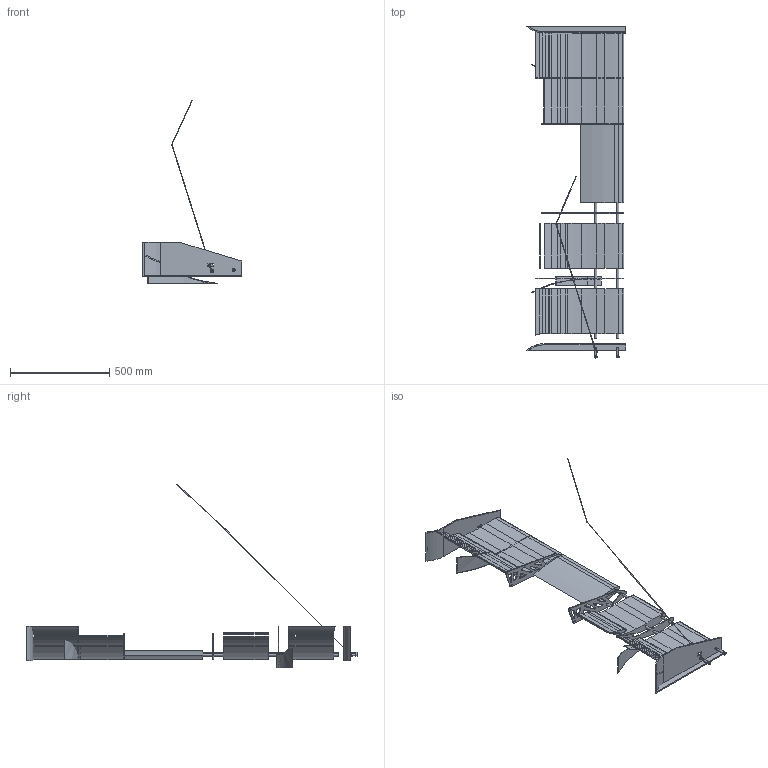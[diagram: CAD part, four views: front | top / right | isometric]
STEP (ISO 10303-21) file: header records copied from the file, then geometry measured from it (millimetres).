
FILE_DESCRIPTION(/* description */ (''),/* implementation_level */ '2;1');
FILE_NAME(/* name */ 'Frwing cost.stp',/* time_stamp */ '2018-06-16T03:34:27+09:00',/* author */ ('KITformula'),/* organization */ (''),/* preprocessor_version */ 'ST-DEVELOPER v16.13',/* originating_system */ 'Autodesk Inventor 2018',/* authorisation */ '');
FILE_SCHEMA (('AUTOMOTIVE_DESIGN { 1 0 10303 214 3 1 1 }'));
Length unit declared in the file: millimetre
Products named in the file (20): Frwing cost; center flap; bracket; main flap; newbracket2; sub flap; newsubflap_top; newsubflap_top1; Part1; endplate1; splitter; Part1_1; Part2; splitter1; Part11; Part21; core; gurnee; Bolt M10; wire
Assembly tree (30 placements, depth 3):
  Frwing cost
    center flap
    bracket  x2
    main flap  x4
    newbracket2  x2
    sub flap  x4
    newsubflap_top
    newsubflap_top1
    Part1
    endplate1
    splitter
      Part1_1
      Part2
    splitter1
      Part11
      Part21
    core  x2
    gurnee  x2
    Bolt M10  x2
    wire
Bounding box: 500 x 1669.38 x 921.44 mm (x, y, z)
Volume: 14525249.7 mm3; surface area: 2185628.2 mm2
Topology: 28 solids, 28 shells, 514 faces, 1350 edges, 898 vertices
Faces by surface type: cylinder 320, plane 188, torus 6
Full cylindrical faces by diameter (mm): 2.5 x5, 5 x4, 9 x2, 10 x2, 12 x24, 16 x2
Entity records: 10017 total; most frequent: CARTESIAN_POINT 1796, DIRECTION 1714, ORIENTED_EDGE 1458, EDGE_CURVE 729, AXIS2_PLACEMENT_3D 663, VERTEX_POINT 501, LINE 388, VECTOR 388
